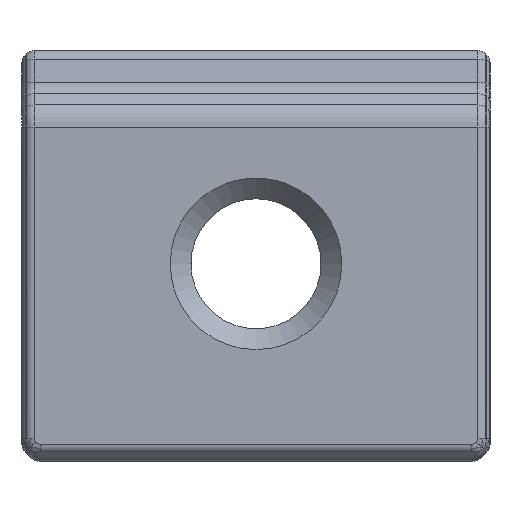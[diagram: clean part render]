
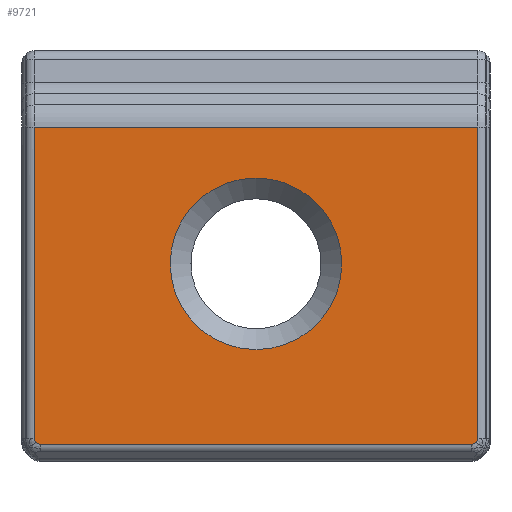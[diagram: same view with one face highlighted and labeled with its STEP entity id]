
A CAD part, left-side view. The second image highlights one B-rep face of the part: STEP entity #9721.
In plain terms, the highlighted planar face has unit normal (-1, 0, 0).
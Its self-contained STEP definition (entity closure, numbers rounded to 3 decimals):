
#15=FACE_BOUND('',#3383,.T.);
#191=PLANE('',#10869);
#822=LINE('',#16694,#1454);
#913=LINE('',#17455,#1545);
#998=LINE('',#18194,#1630);
#1115=LINE('',#19397,#1747);
#1454=VECTOR('',#11787,10.);
#1545=VECTOR('',#12370,10.);
#1630=VECTOR('',#12927,10.);
#1747=VECTOR('',#13310,4.023);
#2723=FACE_OUTER_BOUND('',#3382,.T.);
#3382=EDGE_LOOP('',(#8693,#8694,#8695,#8696,#8697,#8698,#8699,#8700));
#3383=EDGE_LOOP('',(#8701));
#3475=CIRCLE('',#9827,0.115);
#3478=CIRCLE('',#9830,0.115);
#3496=CIRCLE('',#9848,0.115);
#3499=CIRCLE('',#9851,0.115);
#4036=CIRCLE('',#10865,1.65);
#4201=VERTEX_POINT('',#13908);
#4202=VERTEX_POINT('',#13915);
#4204=VERTEX_POINT('',#13961);
#4233=VERTEX_POINT('',#14798);
#4234=VERTEX_POINT('',#14805);
#4236=VERTEX_POINT('',#14851);
#4717=VERTEX_POINT('',#17450);
#4888=VERTEX_POINT('',#18188);
#4924=VERTEX_POINT('',#19577);
#4929=EDGE_CURVE('',#4201,#4202,#3475,.T.);
#4933=EDGE_CURVE('',#4204,#4201,#3478,.T.);
#4975=EDGE_CURVE('',#4233,#4234,#3496,.T.);
#4979=EDGE_CURVE('',#4236,#4233,#3499,.T.);
#5409=EDGE_CURVE('',#4234,#4204,#822,.T.);
#5680=EDGE_CURVE('',#4202,#4717,#913,.T.);
#5939=EDGE_CURVE('',#4888,#4236,#998,.T.);
#6130=EDGE_CURVE('',#4888,#4717,#1115,.T.);
#6218=EDGE_CURVE('',#4924,#4924,#4036,.T.);
#8693=ORIENTED_EDGE('',*,*,#5939,.F.);
#8694=ORIENTED_EDGE('',*,*,#6130,.T.);
#8695=ORIENTED_EDGE('',*,*,#5680,.F.);
#8696=ORIENTED_EDGE('',*,*,#4929,.F.);
#8697=ORIENTED_EDGE('',*,*,#4933,.F.);
#8698=ORIENTED_EDGE('',*,*,#5409,.F.);
#8699=ORIENTED_EDGE('',*,*,#4975,.F.);
#8700=ORIENTED_EDGE('',*,*,#4979,.F.);
#8701=ORIENTED_EDGE('',*,*,#6218,.F.);
#9721=ADVANCED_FACE('',(#2723,#15),#191,.F.);
#9827=AXIS2_PLACEMENT_3D('',#13916,#10963,#10964);
#9830=AXIS2_PLACEMENT_3D('',#13963,#10969,#10970);
#9848=AXIS2_PLACEMENT_3D('',#14806,#11005,#11006);
#9851=AXIS2_PLACEMENT_3D('',#14853,#11011,#11012);
#10865=AXIS2_PLACEMENT_3D('',#19578,#13581,#13582);
#10869=AXIS2_PLACEMENT_3D('',#19586,#13591,#13592);
#10963=DIRECTION('center_axis',(1.,0.,0.));
#10964=DIRECTION('ref_axis',(0.,0.707,-0.707));
#10969=DIRECTION('center_axis',(1.,0.,0.));
#10970=DIRECTION('ref_axis',(0.,0.707,-0.707));
#11005=DIRECTION('center_axis',(1.,0.,0.));
#11006=DIRECTION('ref_axis',(0.,-0.707,-0.707));
#11011=DIRECTION('center_axis',(1.,0.,0.));
#11012=DIRECTION('ref_axis',(0.,-0.707,-0.707));
#11787=DIRECTION('',(0.,1.,0.));
#12370=DIRECTION('',(0.,0.,1.));
#12927=DIRECTION('',(0.,0.,-1.));
#13310=DIRECTION('',(0.,1.,0.));
#13581=DIRECTION('center_axis',(-1.,0.,0.));
#13582=DIRECTION('ref_axis',(0.,-1.,0.));
#13591=DIRECTION('center_axis',(1.,0.,0.));
#13592=DIRECTION('ref_axis',(0.,0.,-1.));
#13908=CARTESIAN_POINT('',(0.,4.234,0.266));
#13915=CARTESIAN_POINT('',(0.,4.267,0.348));
#13916=CARTESIAN_POINT('Origin',(0.,4.152,0.348));
#13961=CARTESIAN_POINT('',(0.,4.152,0.233));
#13963=CARTESIAN_POINT('Origin',(0.,4.152,0.348));
#14798=CARTESIAN_POINT('',(0.,-4.234,0.266));
#14805=CARTESIAN_POINT('',(0.,-4.152,0.233));
#14806=CARTESIAN_POINT('Origin',(0.,-4.152,
0.348));
#14851=CARTESIAN_POINT('',(0.,-4.267,0.348));
#14853=CARTESIAN_POINT('Origin',(0.,-4.152,
0.348));
#16694=CARTESIAN_POINT('',(0.,4.5,0.233));
#17450=CARTESIAN_POINT('',(0.,4.267,6.33));
#17455=CARTESIAN_POINT('',(0.,4.267,0.));
#18188=CARTESIAN_POINT('',(0.,-4.267,6.33));
#18194=CARTESIAN_POINT('',(0.,-4.267,0.));
#19397=CARTESIAN_POINT('',(0.,0.327,6.33));
#19577=CARTESIAN_POINT('',(0.,1.65,3.7));
#19578=CARTESIAN_POINT('Origin',(0.,0.,3.7));
#19586=CARTESIAN_POINT('Origin',(0.,4.5,0.));
